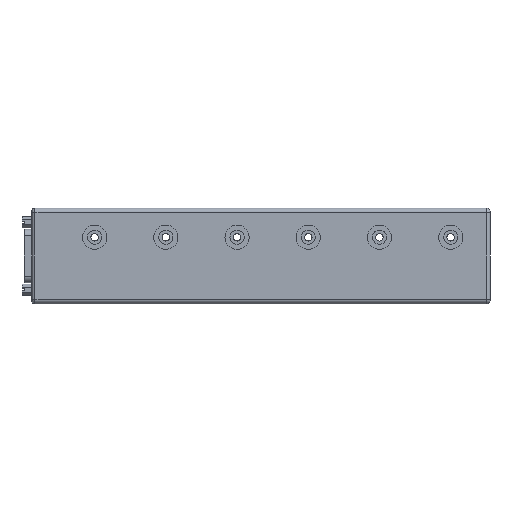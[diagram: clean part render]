
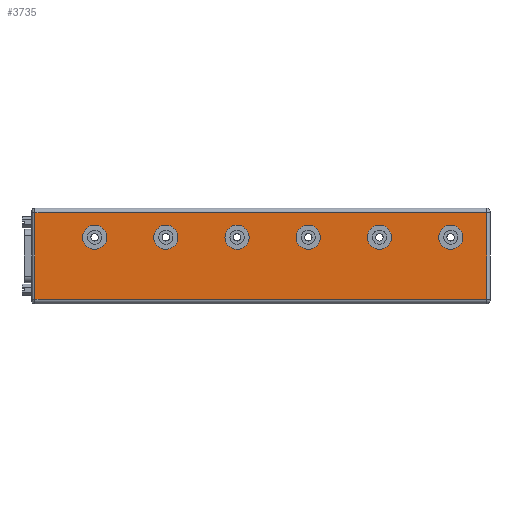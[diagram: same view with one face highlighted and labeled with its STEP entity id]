
A CAD part, front view. The second image highlights one B-rep face of the part: STEP entity #3735.
In plain terms, the highlighted planar face has unit normal (0, -1, 0).
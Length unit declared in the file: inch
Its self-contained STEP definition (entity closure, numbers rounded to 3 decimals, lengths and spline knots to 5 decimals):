
#12 = AXIS2_PLACEMENT_3D ( 'NONE', #3998, #9120, #4758 ) ;
#78 = CARTESIAN_POINT ( 'NONE',  ( 8.8055, 0., -1.76 ) ) ;
#111 = DIRECTION ( 'NONE',  ( -1., 0., 0. ) ) ;
#240 = CARTESIAN_POINT ( 'NONE',  ( 5.351, 0., -0.563 ) ) ;
#412 = EDGE_CURVE ( 'NONE', #4886, #7165, #2428, .T. ) ;
#483 = VERTEX_POINT ( 'NONE', #567 ) ;
#514 = AXIS2_PLACEMENT_3D ( 'NONE', #8064, #3699, #8811 ) ;
#547 = CIRCLE ( 'NONE', #4375, 0.2345 ) ;
#551 = AXIS2_PLACEMENT_3D ( 'NONE', #7135, #4901, #4220 ) ;
#554 = EDGE_CURVE ( 'NONE', #6359, #7267, #8472, .T. ) ;
#567 = CARTESIAN_POINT ( 'NONE',  ( 0.0625, 0., -1.76 ) ) ;
#650 = DIRECTION ( 'NONE',  ( 0., -1., 0. ) ) ;
#676 = VERTEX_POINT ( 'NONE', #6510 ) ;
#680 = VECTOR ( 'NONE', #8775, 39.37008 ) ;
#768 = LINE ( 'NONE', #4423, #2710 ) ;
#822 = DIRECTION ( 'NONE',  ( 0., 0., -1. ) ) ;
#958 = CIRCLE ( 'NONE', #1358, 0.2345 ) ;
#986 = DIRECTION ( 'NONE',  ( 0., 0., 1. ) ) ;
#995 = LINE ( 'NONE', #9332, #4853 ) ;
#1044 = CARTESIAN_POINT ( 'NONE',  ( 8.8055, 0., -0.09 ) ) ;
#1091 = VERTEX_POINT ( 'NONE', #6105 ) ;
#1232 = FACE_BOUND ( 'NONE', #6719, .T. ) ;
#1234 = VERTEX_POINT ( 'NONE', #1975 ) ;
#1358 = AXIS2_PLACEMENT_3D ( 'NONE', #2429, #7510, #3170 ) ;
#1452 = FACE_BOUND ( 'NONE', #4139, .T. ) ;
#1457 = EDGE_CURVE ( 'NONE', #4196, #4836, #4523, .T. ) ;
#1499 = CARTESIAN_POINT ( 'NONE',  ( 6.729, 0., -0.563 ) ) ;
#1719 = EDGE_CURVE ( 'NONE', #8069, #1234, #2941, .T. ) ;
#1727 = CIRCLE ( 'NONE', #1946, 0.2345 ) ;
#1946 = AXIS2_PLACEMENT_3D ( 'NONE', #8074, #3715, #8827 ) ;
#1975 = CARTESIAN_POINT ( 'NONE',  ( 6.729, 0., -0.3285 ) ) ;
#1987 = EDGE_LOOP ( 'NONE', ( #5704, #7993 ) ) ;
#2216 = DIRECTION ( 'NONE',  ( 0., 0., 1. ) ) ;
#2341 = CARTESIAN_POINT ( 'NONE',  ( 2.595, 0., -0.7975 ) ) ;
#2428 = CIRCLE ( 'NONE', #6527, 0.2345 ) ;
#2429 = CARTESIAN_POINT ( 'NONE',  ( 8.107, 0., -0.563 ) ) ;
#2511 = CARTESIAN_POINT ( 'NONE',  ( 3.973, 0., -0.563 ) ) ;
#2540 = AXIS2_PLACEMENT_3D ( 'NONE', #2511, #7595, #3242 ) ;
#2555 = CIRCLE ( 'NONE', #514, 0.2345 ) ;
#2710 = VECTOR ( 'NONE', #822, 39.37008 ) ;
#2801 = CARTESIAN_POINT ( 'NONE',  ( 5.351, 0., -0.7975 ) ) ;
#2941 = CIRCLE ( 'NONE', #12, 0.2345 ) ;
#2979 = CARTESIAN_POINT ( 'NONE',  ( 5.351, 0., -0.3285 ) ) ;
#3170 = DIRECTION ( 'NONE',  ( 0., 0., 1. ) ) ;
#3218 = VERTEX_POINT ( 'NONE', #5728 ) ;
#3242 = DIRECTION ( 'NONE',  ( 0., 0., 1. ) ) ;
#3267 = CIRCLE ( 'NONE', #7227, 0.2345 ) ;
#3301 = CARTESIAN_POINT ( 'NONE',  ( 2.595, 0., -0.563 ) ) ;
#3334 = VERTEX_POINT ( 'NONE', #78 ) ;
#3339 = EDGE_CURVE ( 'NONE', #1091, #5554, #547, .T. ) ;
#3506 = PLANE ( 'NONE',  #551 ) ;
#3699 = DIRECTION ( 'NONE',  ( 0., -1., 0. ) ) ;
#3715 = DIRECTION ( 'NONE',  ( 0., -1., 0. ) ) ;
#3735 = ADVANCED_FACE ( 'NONE', ( #8946, #1232, #7027, #1452, #5069, #8728, #6773 ), #3506, .F. ) ;
#3738 = EDGE_CURVE ( 'NONE', #3334, #4196, #995, .T. ) ;
#3741 = CARTESIAN_POINT ( 'NONE',  ( 1.217, 0., -0.563 ) ) ;
#3794 = DIRECTION ( 'NONE',  ( 0., -1., 0. ) ) ;
#3998 = CARTESIAN_POINT ( 'NONE',  ( 6.729, 0., -0.563 ) ) ;
#4002 = DIRECTION ( 'NONE',  ( 0., 0., 1. ) ) ;
#4010 = EDGE_CURVE ( 'NONE', #1234, #8069, #6441, .T. ) ;
#4024 = CARTESIAN_POINT ( 'NONE',  ( 5.351, 0., -0.563 ) ) ;
#4139 = EDGE_LOOP ( 'NONE', ( #7475, #4339 ) ) ;
#4151 = EDGE_LOOP ( 'NONE', ( #5508, #5597, #4996, #6876 ) ) ;
#4196 = VERTEX_POINT ( 'NONE', #1044 ) ;
#4220 = DIRECTION ( 'NONE',  ( 0., 0., 1. ) ) ;
#4297 = ORIENTED_EDGE ( 'NONE', *, *, #8821, .F. ) ;
#4339 = ORIENTED_EDGE ( 'NONE', *, *, #6958, .F. ) ;
#4375 = AXIS2_PLACEMENT_3D ( 'NONE', #3741, #8861, #4474 ) ;
#4423 = CARTESIAN_POINT ( 'NONE',  ( 0.0625, 0., -0.09 ) ) ;
#4474 = DIRECTION ( 'NONE',  ( 0., 0., 1. ) ) ;
#4523 = LINE ( 'NONE', #5823, #680 ) ;
#4648 = CARTESIAN_POINT ( 'NONE',  ( 6.729, 0., -0.7975 ) ) ;
#4758 = DIRECTION ( 'NONE',  ( 0., 0., 1. ) ) ;
#4781 = DIRECTION ( 'NONE',  ( 0., 0., 1. ) ) ;
#4836 = VERTEX_POINT ( 'NONE', #7124 ) ;
#4853 = VECTOR ( 'NONE', #8607, 39.37008 ) ;
#4886 = VERTEX_POINT ( 'NONE', #2801 ) ;
#4901 = DIRECTION ( 'NONE',  ( 0., 1., 0. ) ) ;
#4912 = ORIENTED_EDGE ( 'NONE', *, *, #9225, .F. ) ;
#4992 = CARTESIAN_POINT ( 'NONE',  ( 2.595, 0., -0.563 ) ) ;
#4996 = ORIENTED_EDGE ( 'NONE', *, *, #1457, .T. ) ;
#5049 = EDGE_LOOP ( 'NONE', ( #7910, #6887 ) ) ;
#5069 = FACE_BOUND ( 'NONE', #5049, .T. ) ;
#5094 = VECTOR ( 'NONE', #111, 39.37008 ) ;
#5216 = EDGE_CURVE ( 'NONE', #5419, #676, #2555, .T. ) ;
#5249 = VERTEX_POINT ( 'NONE', #6586 ) ;
#5328 = DIRECTION ( 'NONE',  ( 0., -1., 0. ) ) ;
#5357 = CIRCLE ( 'NONE', #7628, 0.2345 ) ;
#5390 = CARTESIAN_POINT ( 'NONE',  ( 3.973, 0., -0.3285 ) ) ;
#5419 = VERTEX_POINT ( 'NONE', #5390 ) ;
#5455 = EDGE_CURVE ( 'NONE', #7267, #6359, #5357, .T. ) ;
#5479 = CIRCLE ( 'NONE', #6818, 0.2345 ) ;
#5508 = ORIENTED_EDGE ( 'NONE', *, *, #6542, .F. ) ;
#5554 = VERTEX_POINT ( 'NONE', #7083 ) ;
#5597 = ORIENTED_EDGE ( 'NONE', *, *, #3738, .T. ) ;
#5670 = ORIENTED_EDGE ( 'NONE', *, *, #4010, .F. ) ;
#5704 = ORIENTED_EDGE ( 'NONE', *, *, #554, .F. ) ;
#5721 = DIRECTION ( 'NONE',  ( 0., 0., 1. ) ) ;
#5728 = CARTESIAN_POINT ( 'NONE',  ( 8.107, 0., -0.7975 ) ) ;
#5760 = ORIENTED_EDGE ( 'NONE', *, *, #3339, .F. ) ;
#5823 = CARTESIAN_POINT ( 'NONE',  ( 8.868, 0., -0.09 ) ) ;
#6095 = ORIENTED_EDGE ( 'NONE', *, *, #6530, .F. ) ;
#6105 = CARTESIAN_POINT ( 'NONE',  ( 1.217, 0., -0.3285 ) ) ;
#6359 = VERTEX_POINT ( 'NONE', #7232 ) ;
#6441 = CIRCLE ( 'NONE', #7668, 0.2345 ) ;
#6510 = CARTESIAN_POINT ( 'NONE',  ( 3.973, 0., -0.7975 ) ) ;
#6527 = AXIS2_PLACEMENT_3D ( 'NONE', #4024, #9141, #4781 ) ;
#6530 = EDGE_CURVE ( 'NONE', #5554, #1091, #1727, .T. ) ;
#6542 = EDGE_CURVE ( 'NONE', #3334, #483, #7268, .T. ) ;
#6561 = DIRECTION ( 'NONE',  ( 0., -1., 0. ) ) ;
#6586 = CARTESIAN_POINT ( 'NONE',  ( 8.107, 0., -0.3285 ) ) ;
#6719 = EDGE_LOOP ( 'NONE', ( #5760, #6095 ) ) ;
#6773 = FACE_BOUND ( 'NONE', #7331, .T. ) ;
#6818 = AXIS2_PLACEMENT_3D ( 'NONE', #8176, #3794, #8907 ) ;
#6876 = ORIENTED_EDGE ( 'NONE', *, *, #7119, .T. ) ;
#6887 = ORIENTED_EDGE ( 'NONE', *, *, #412, .F. ) ;
#6958 = EDGE_CURVE ( 'NONE', #676, #5419, #9078, .T. ) ;
#7027 = FACE_BOUND ( 'NONE', #1987, .T. ) ;
#7072 = EDGE_LOOP ( 'NONE', ( #5670, #8704 ) ) ;
#7083 = CARTESIAN_POINT ( 'NONE',  ( 1.217, 0., -0.7975 ) ) ;
#7119 = EDGE_CURVE ( 'NONE', #4836, #483, #768, .T. ) ;
#7124 = CARTESIAN_POINT ( 'NONE',  ( 0.0625, 0., -0.09 ) ) ;
#7135 = CARTESIAN_POINT ( 'NONE',  ( 8.868, 0., -0.09 ) ) ;
#7165 = VERTEX_POINT ( 'NONE', #2979 ) ;
#7227 = AXIS2_PLACEMENT_3D ( 'NONE', #240, #5328, #986 ) ;
#7232 = CARTESIAN_POINT ( 'NONE',  ( 2.595, 0., -0.3285 ) ) ;
#7267 = VERTEX_POINT ( 'NONE', #2341 ) ;
#7268 = LINE ( 'NONE', #7355, #5094 ) ;
#7320 = EDGE_CURVE ( 'NONE', #7165, #4886, #3267, .T. ) ;
#7331 = EDGE_LOOP ( 'NONE', ( #4912, #4297 ) ) ;
#7355 = CARTESIAN_POINT ( 'NONE',  ( 8.868, 0., -1.76 ) ) ;
#7475 = ORIENTED_EDGE ( 'NONE', *, *, #5216, .F. ) ;
#7510 = DIRECTION ( 'NONE',  ( 0., -1., 0. ) ) ;
#7595 = DIRECTION ( 'NONE',  ( 0., -1., 0. ) ) ;
#7628 = AXIS2_PLACEMENT_3D ( 'NONE', #3301, #8399, #4002 ) ;
#7668 = AXIS2_PLACEMENT_3D ( 'NONE', #1499, #6561, #2216 ) ;
#7910 = ORIENTED_EDGE ( 'NONE', *, *, #7320, .F. ) ;
#7993 = ORIENTED_EDGE ( 'NONE', *, *, #5455, .F. ) ;
#8064 = CARTESIAN_POINT ( 'NONE',  ( 3.973, 0., -0.563 ) ) ;
#8069 = VERTEX_POINT ( 'NONE', #4648 ) ;
#8074 = CARTESIAN_POINT ( 'NONE',  ( 1.217, 0., -0.563 ) ) ;
#8176 = CARTESIAN_POINT ( 'NONE',  ( 8.107, 0., -0.563 ) ) ;
#8399 = DIRECTION ( 'NONE',  ( 0., -1., 0. ) ) ;
#8472 = CIRCLE ( 'NONE', #8801, 0.2345 ) ;
#8607 = DIRECTION ( 'NONE',  ( 0., 0., 1. ) ) ;
#8704 = ORIENTED_EDGE ( 'NONE', *, *, #1719, .F. ) ;
#8728 = FACE_BOUND ( 'NONE', #7072, .T. ) ;
#8775 = DIRECTION ( 'NONE',  ( -1., 0., 0. ) ) ;
#8801 = AXIS2_PLACEMENT_3D ( 'NONE', #4992, #650, #5721 ) ;
#8811 = DIRECTION ( 'NONE',  ( 0., 0., 1. ) ) ;
#8821 = EDGE_CURVE ( 'NONE', #3218, #5249, #958, .T. ) ;
#8827 = DIRECTION ( 'NONE',  ( 0., 0., 1. ) ) ;
#8861 = DIRECTION ( 'NONE',  ( 0., -1., 0. ) ) ;
#8907 = DIRECTION ( 'NONE',  ( 0., 0., 1. ) ) ;
#8946 = FACE_OUTER_BOUND ( 'NONE', #4151, .T. ) ;
#9078 = CIRCLE ( 'NONE', #2540, 0.2345 ) ;
#9120 = DIRECTION ( 'NONE',  ( 0., -1., 0. ) ) ;
#9141 = DIRECTION ( 'NONE',  ( 0., -1., 0. ) ) ;
#9225 = EDGE_CURVE ( 'NONE', #5249, #3218, #5479, .T. ) ;
#9332 = CARTESIAN_POINT ( 'NONE',  ( 8.8055, 0., -0.09 ) ) ;
